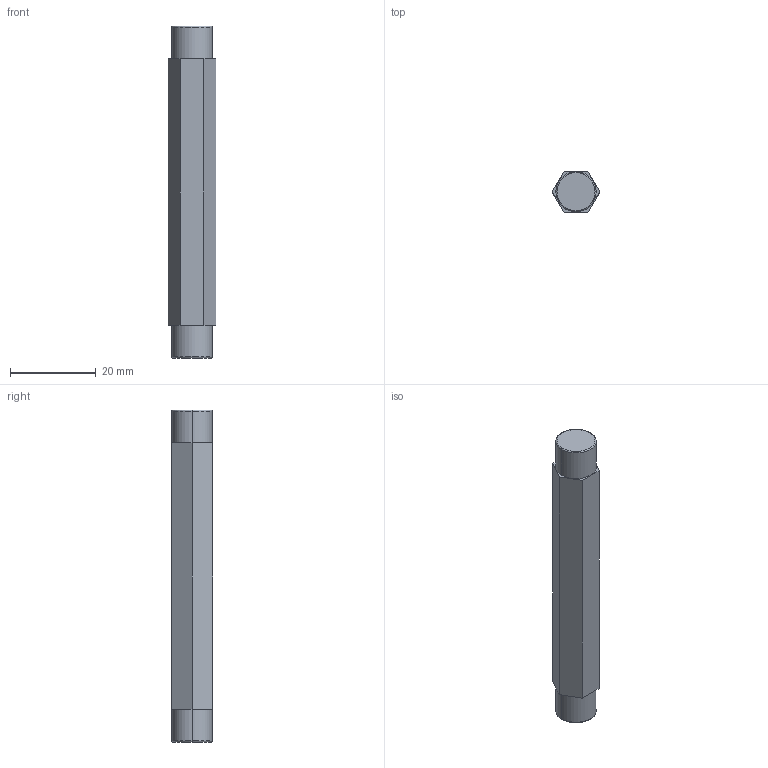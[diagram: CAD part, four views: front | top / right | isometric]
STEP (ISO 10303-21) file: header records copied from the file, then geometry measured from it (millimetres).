
FILE_DESCRIPTION (( 'STEP AP214' ), '1' );
FILE_NAME ('am-2738 446 Cluster Hex Shaft.STEP', '2014-02-13T19:57:41', ( '' ), ( '' ), 'SwSTEP 2.0', 'SolidWorks 2010', '' );
FILE_SCHEMA (( 'AUTOMOTIVE_DESIGN' ));
Length unit declared in the file: inch
Products named in the file (1): am-2738 446 Cluster Hex Shaft
Bounding box: 11.15 x 9.65 x 77.47 mm (x, y, z)
Volume: 6077.1 mm3; surface area: 2685.5 mm2
Topology: 1 solids, 1 shells, 18 faces, 38 edges, 24 vertices
Faces by surface type: plane 10, torus 4, cylinder 4
Entity records: 526 total; most frequent: DIRECTION 92, CARTESIAN_POINT 81, ORIENTED_EDGE 76, EDGE_CURVE 38, AXIS2_PLACEMENT_3D 35, VERTEX_POINT 24, VECTOR 22, LINE 22
